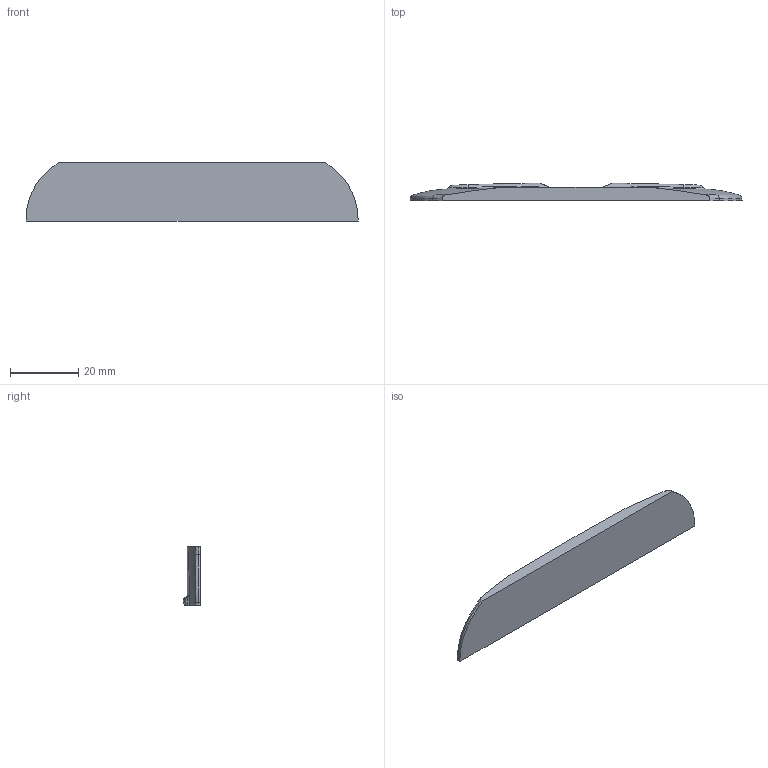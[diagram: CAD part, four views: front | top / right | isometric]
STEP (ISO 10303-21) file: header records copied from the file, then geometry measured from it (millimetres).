
FILE_DESCRIPTION (( 'STEP AP203' ), '1' );
FILE_NAME ('Oberteil.STEP', '2014-02-12T07:36:07', ( '' ), ( '' ), 'SwSTEP 2.0', 'SolidWorks 2014', '' );
FILE_SCHEMA (( 'CONFIG_CONTROL_DESIGN' ));
Length unit declared in the file: millimetre
Products named in the file (1): Oberteil
Bounding box: 96.95 x 5.08 x 17 mm (x, y, z)
Volume: 5395.4 mm3; surface area: 3835 mm2
Topology: 1 solids, 1 shells, 29 faces, 75 edges, 48 vertices
Faces by surface type: bspline 15, plane 5, cone 4, torus 4, cylinder 1
Entity records: 2864 total; most frequent: CARTESIAN_POINT 2204, ORIENTED_EDGE 150, DIRECTION 82, EDGE_CURVE 75, VERTEX_POINT 48, B_SPLINE_CURVE_WITH_KNOTS 44, AXIS2_PLACEMENT_3D 36, EDGE_LOOP 29
